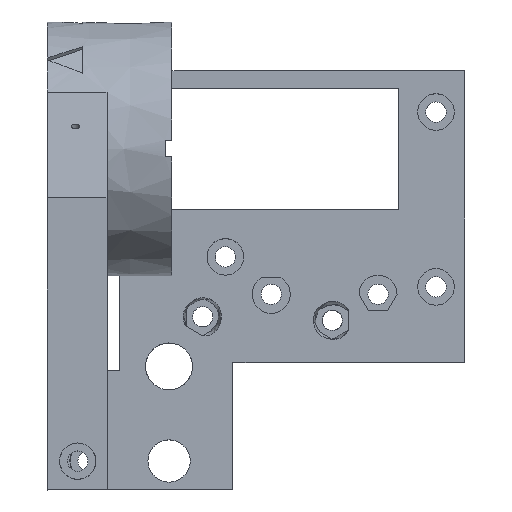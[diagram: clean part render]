
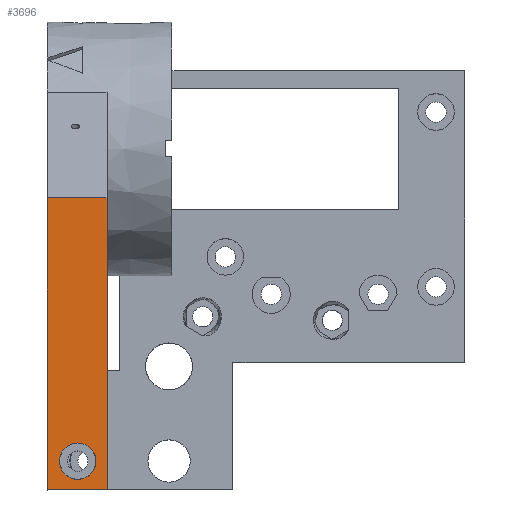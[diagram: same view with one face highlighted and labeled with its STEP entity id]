
A CAD part, top view. The second image highlights one B-rep face of the part: STEP entity #3696.
In plain terms, the highlighted planar face has unit normal (0, 0, 1).
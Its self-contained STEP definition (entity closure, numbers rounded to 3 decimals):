
#31=FACE_BOUND('',#688,.T.);
#107=CIRCLE('',#3849,3.135);
#477=FACE_OUTER_BOUND('',#687,.T.);
#687=EDGE_LOOP('',(#3018,#3019,#3020,#3021));
#688=EDGE_LOOP('',(#3022));
#1040=LINE('',#13526,#1362);
#1041=LINE('',#13528,#1363);
#1042=LINE('',#13530,#1364);
#1043=LINE('',#13531,#1365);
#1362=VECTOR('',#4968,10.);
#1363=VECTOR('',#4969,10.);
#1364=VECTOR('',#4970,10.);
#1365=VECTOR('',#4971,10.);
#1569=VERTEX_POINT('',#12864);
#1777=VERTEX_POINT('',#13524);
#1778=VERTEX_POINT('',#13525);
#1779=VERTEX_POINT('',#13527);
#1780=VERTEX_POINT('',#13529);
#1975=EDGE_CURVE('',#1569,#1569,#107,.T.);
#2272=EDGE_CURVE('',#1777,#1778,#1040,.T.);
#2273=EDGE_CURVE('',#1779,#1777,#1041,.T.);
#2274=EDGE_CURVE('',#1780,#1779,#1042,.T.);
#2275=EDGE_CURVE('',#1778,#1780,#1043,.T.);
#3018=ORIENTED_EDGE('',*,*,#2272,.F.);
#3019=ORIENTED_EDGE('',*,*,#2273,.F.);
#3020=ORIENTED_EDGE('',*,*,#2274,.F.);
#3021=ORIENTED_EDGE('',*,*,#2275,.F.);
#3022=ORIENTED_EDGE('',*,*,#1975,.T.);
#3502=PLANE('',#4073);
#3696=ADVANCED_FACE('',(#477,#31),#3502,.T.);
#3849=AXIS2_PLACEMENT_3D('',#12866,#4408,#4409);
#4073=AXIS2_PLACEMENT_3D('',#13523,#4966,#4967);
#4408=DIRECTION('center_axis',(0.,0.,
-1.));
#4409=DIRECTION('ref_axis',(0.72,-0.694,0.));
#4966=DIRECTION('center_axis',(0.,0.,
1.));
#4967=DIRECTION('ref_axis',(-1.,0.,0.));
#4968=DIRECTION('',(0.,1.,0.));
#4969=DIRECTION('',(-1.,0.,0.));
#4970=DIRECTION('',(0.,-1.,0.));
#4971=DIRECTION('',(1.,0.,0.));
#12864=CARTESIAN_POINT('',(2.59,-59.244,104.435));
#12866=CARTESIAN_POINT('Origin',(2.59,-56.109,104.434));
#13523=CARTESIAN_POINT('Origin',(2.572,-52.78,104.433));
#13524=CARTESIAN_POINT('',(-2.634,-60.94,104.435));
#13525=CARTESIAN_POINT('',(-2.634,-10.834,104.418));
#13526=CARTESIAN_POINT('',(-2.634,-28.445,104.424));
#13527=CARTESIAN_POINT('',(7.627,-60.94,104.435));
#13528=CARTESIAN_POINT('',(2.534,-60.94,104.435));
#13529=CARTESIAN_POINT('',(7.627,-10.834,104.418));
#13530=CARTESIAN_POINT('',(7.627,-33.465,104.426));
#13531=CARTESIAN_POINT('',(2.408,-10.834,104.418));
